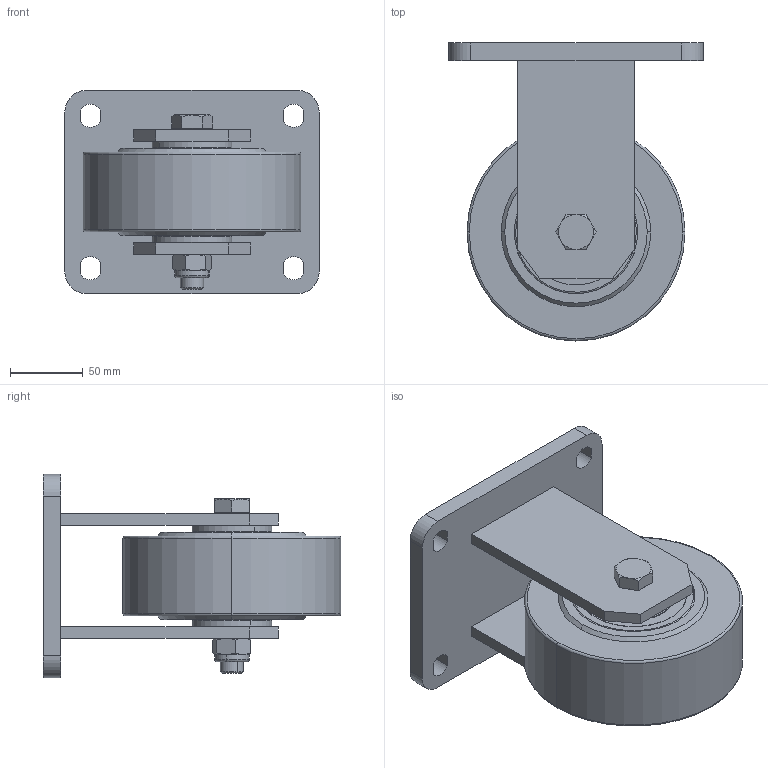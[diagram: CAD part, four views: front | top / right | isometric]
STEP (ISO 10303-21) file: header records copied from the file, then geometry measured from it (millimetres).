
FILE_DESCRIPTION (( 'STEP AP214' ), '1' );
FILE_NAME ('0028605.step', '2021-12-09T10:29:26', ( '' ), ( '' ), 'SwSTEP 2.0', 'SolidWorks 2020', '' );
FILE_SCHEMA (( 'AUTOMOTIVE_DESIGN' ));
Length unit declared in the file: millimetre
Products named in the file (1): 0028605
Bounding box: 175 x 205 x 140 mm (x, y, z)
Surface area: 217881.5 mm2 (no closed solid volume)
Topology: 0 solids, 13 shells, 195 faces, 448 edges, 280 vertices
Faces by surface type: plane 63, cylinder 62, cone 46, torus 24
Entity records: 7917 total; most frequent: CARTESIAN_POINT 1144, DIRECTION 1036, ORIENTED_EDGE 864, EDGE_CURVE 448, AXIS2_PLACEMENT_3D 428, VERTEX_POINT 280, CIRCLE 232, EDGE_LOOP 230
